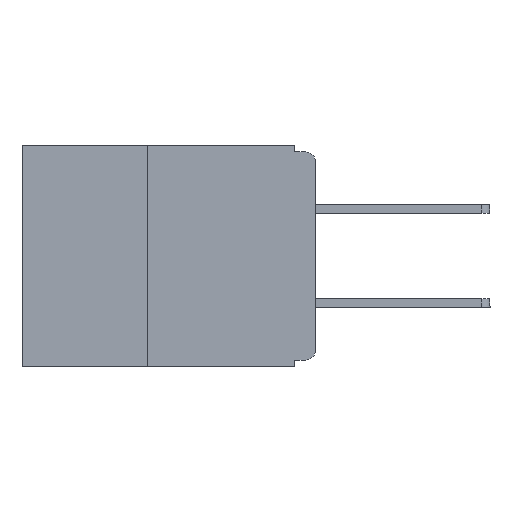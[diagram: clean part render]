
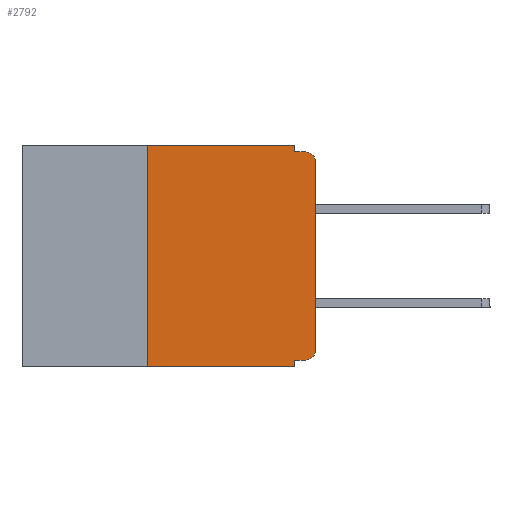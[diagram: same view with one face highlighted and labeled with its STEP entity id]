
A CAD part, left-side view. The second image highlights one B-rep face of the part: STEP entity #2792.
In plain terms, the highlighted planar face has unit normal (-1, 0, 0).
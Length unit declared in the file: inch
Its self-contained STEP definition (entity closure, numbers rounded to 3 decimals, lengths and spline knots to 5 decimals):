
#4 = DIRECTION ( 'NONE',  ( -1., 0., 0. ) ) ;
#8 = EDGE_CURVE ( 'NONE', #4564, #6315, #2035, .T. ) ;
#93 = CARTESIAN_POINT ( 'NONE',  ( 0., 0.015, -0.305 ) ) ;
#375 = ORIENTED_EDGE ( 'NONE', *, *, #2501, .F. ) ;
#384 = LINE ( 'NONE', #4111, #2929 ) ;
#395 = EDGE_CURVE ( 'NONE', #11621, #2306, #2836, .T. ) ;
#967 = EDGE_CURVE ( 'NONE', #6647, #6315, #4961, .T. ) ;
#1278 = CIRCLE ( 'NONE', #9660, 0.015 ) ;
#1423 = ORIENTED_EDGE ( 'NONE', *, *, #6988, .F. ) ;
#1479 = DIRECTION ( 'NONE',  ( 0., 1., 0. ) ) ;
#2003 = VECTOR ( 'NONE', #8467, 39.37008 ) ;
#2035 = LINE ( 'NONE', #5786, #4382 ) ;
#2198 = EDGE_CURVE ( 'NONE', #11416, #2480, #1278, .T. ) ;
#2306 = VERTEX_POINT ( 'NONE', #10154 ) ;
#2480 = VERTEX_POINT ( 'NONE', #6386 ) ;
#2501 = EDGE_CURVE ( 'NONE', #6634, #11621, #9312, .T. ) ;
#2588 = ORIENTED_EDGE ( 'NONE', *, *, #6489, .F. ) ;
#2792 = ADVANCED_FACE ( 'NONE', ( #11739 ), #11661, .F. ) ;
#2836 = LINE ( 'NONE', #7132, #12158 ) ;
#2844 = DIRECTION ( 'NONE',  ( 0., -1., 0. ) ) ;
#2929 = VECTOR ( 'NONE', #4060, 39.37008 ) ;
#3067 = CARTESIAN_POINT ( 'NONE',  ( 0., 0.015, -0.025 ) ) ;
#3512 = CARTESIAN_POINT ( 'NONE',  ( 0., 0., -0.32 ) ) ;
#3714 = VECTOR ( 'NONE', #11044, 39.37008 ) ;
#3829 = ORIENTED_EDGE ( 'NONE', *, *, #967, .F. ) ;
#3934 = CARTESIAN_POINT ( 'NONE',  ( 0., 0.25, 0. ) ) ;
#3988 = CARTESIAN_POINT ( 'NONE',  ( 0., 0., -0.025 ) ) ;
#4048 = DIRECTION ( 'NONE',  ( 0., 0., -1. ) ) ;
#4060 = DIRECTION ( 'NONE',  ( 0., 0., 1. ) ) ;
#4111 = CARTESIAN_POINT ( 'NONE',  ( 0., 0.25, -0.33 ) ) ;
#4140 = ORIENTED_EDGE ( 'NONE', *, *, #2198, .T. ) ;
#4308 = VECTOR ( 'NONE', #1479, 39.37008 ) ;
#4314 = VECTOR ( 'NONE', #6055, 39.37008 ) ;
#4382 = VECTOR ( 'NONE', #2844, 39.37008 ) ;
#4564 = VERTEX_POINT ( 'NONE', #9487 ) ;
#4608 = LINE ( 'NONE', #3512, #4308 ) ;
#4870 = EDGE_LOOP ( 'NONE', ( #11725, #7482, #2588, #5492, #375, #6138, #10851, #3829, #1423, #4140 ) ) ;
#4961 = LINE ( 'NONE', #8848, #2003 ) ;
#5134 = DIRECTION ( 'NONE',  ( 0., 0., -1. ) ) ;
#5492 = ORIENTED_EDGE ( 'NONE', *, *, #395, .F. ) ;
#5685 = LINE ( 'NONE', #7087, #6012 ) ;
#5786 = CARTESIAN_POINT ( 'NONE',  ( 0., 0.437, -0.33 ) ) ;
#5875 = CIRCLE ( 'NONE', #7258, 0.015 ) ;
#5882 = AXIS2_PLACEMENT_3D ( 'NONE', #11651, #11638, #11622 ) ;
#5959 = CARTESIAN_POINT ( 'NONE',  ( 0., 0.437, 0. ) ) ;
#6012 = VECTOR ( 'NONE', #12157, 39.37008 ) ;
#6055 = DIRECTION ( 'NONE',  ( 0., -1., 0. ) ) ;
#6092 = EDGE_CURVE ( 'NONE', #2480, #8021, #5685, .T. ) ;
#6138 = ORIENTED_EDGE ( 'NONE', *, *, #12171, .F. ) ;
#6315 = VERTEX_POINT ( 'NONE', #10020 ) ;
#6386 = CARTESIAN_POINT ( 'NONE',  ( 0., 0., -0.305 ) ) ;
#6489 = EDGE_CURVE ( 'NONE', #2306, #7833, #9041, .T. ) ;
#6634 = VERTEX_POINT ( 'NONE', #3934 ) ;
#6647 = VERTEX_POINT ( 'NONE', #9564 ) ;
#6988 = EDGE_CURVE ( 'NONE', #11416, #6647, #4608, .T. ) ;
#7087 = CARTESIAN_POINT ( 'NONE',  ( 0., 0., 0. ) ) ;
#7132 = CARTESIAN_POINT ( 'NONE',  ( 0., 0.031, 0. ) ) ;
#7236 = CARTESIAN_POINT ( 'NONE',  ( 0., 0.031, 0. ) ) ;
#7258 = AXIS2_PLACEMENT_3D ( 'NONE', #3067, #9664, #4048 ) ;
#7482 = ORIENTED_EDGE ( 'NONE', *, *, #9466, .T. ) ;
#7604 = CARTESIAN_POINT ( 'NONE',  ( 0., 0.015, -0.01 ) ) ;
#7833 = VERTEX_POINT ( 'NONE', #7604 ) ;
#8021 = VERTEX_POINT ( 'NONE', #3988 ) ;
#8467 = DIRECTION ( 'NONE',  ( 0., 0., -1. ) ) ;
#8811 = CARTESIAN_POINT ( 'NONE',  ( 0., 0.015, -0.32 ) ) ;
#8848 = CARTESIAN_POINT ( 'NONE',  ( 0., 0.031, -0.33 ) ) ;
#9041 = LINE ( 'NONE', #9377, #3714 ) ;
#9312 = LINE ( 'NONE', #5959, #4314 ) ;
#9377 = CARTESIAN_POINT ( 'NONE',  ( 0., 0., -0.01 ) ) ;
#9466 = EDGE_CURVE ( 'NONE', #8021, #7833, #5875, .T. ) ;
#9487 = CARTESIAN_POINT ( 'NONE',  ( 0., 0.25, -0.33 ) ) ;
#9564 = CARTESIAN_POINT ( 'NONE',  ( 0., 0.031, -0.32 ) ) ;
#9660 = AXIS2_PLACEMENT_3D ( 'NONE', #93, #4, #12169 ) ;
#9664 = DIRECTION ( 'NONE',  ( -1., 0., 0. ) ) ;
#10020 = CARTESIAN_POINT ( 'NONE',  ( 0., 0.031, -0.33 ) ) ;
#10154 = CARTESIAN_POINT ( 'NONE',  ( 0., 0.031, -0.01 ) ) ;
#10851 = ORIENTED_EDGE ( 'NONE', *, *, #8, .T. ) ;
#11044 = DIRECTION ( 'NONE',  ( 0., -1., 0. ) ) ;
#11416 = VERTEX_POINT ( 'NONE', #8811 ) ;
#11621 = VERTEX_POINT ( 'NONE', #7236 ) ;
#11622 = DIRECTION ( 'NONE',  ( 0., 0., -1. ) ) ;
#11638 = DIRECTION ( 'NONE',  ( 1., 0., 0. ) ) ;
#11651 = CARTESIAN_POINT ( 'NONE',  ( 0., 0.437, 0. ) ) ;
#11661 = PLANE ( 'NONE',  #5882 ) ;
#11725 = ORIENTED_EDGE ( 'NONE', *, *, #6092, .T. ) ;
#11739 = FACE_OUTER_BOUND ( 'NONE', #4870, .T. ) ;
#12157 = DIRECTION ( 'NONE',  ( 0., 0., 1. ) ) ;
#12158 = VECTOR ( 'NONE', #5134, 39.37008 ) ;
#12169 = DIRECTION ( 'NONE',  ( 0., 0., -1. ) ) ;
#12171 = EDGE_CURVE ( 'NONE', #4564, #6634, #384, .T. ) ;
